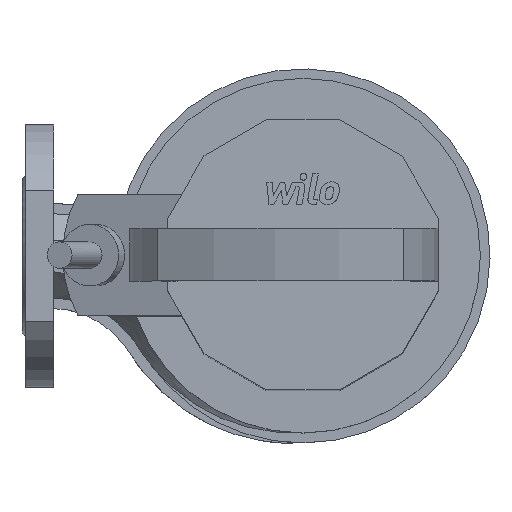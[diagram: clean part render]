
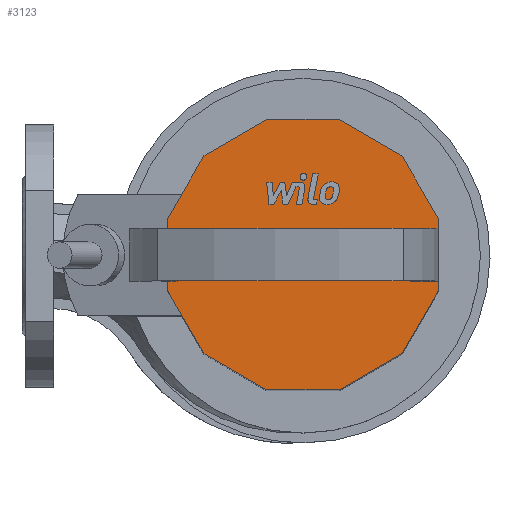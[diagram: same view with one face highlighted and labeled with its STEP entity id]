
A CAD part, top view. The second image highlights one B-rep face of the part: STEP entity #3123.
In plain terms, the highlighted planar face has unit normal (0, 0, 1).
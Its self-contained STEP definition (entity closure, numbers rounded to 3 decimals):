
#218=LINE('',#6312,#485);
#221=LINE('',#6324,#488);
#222=LINE('',#6333,#489);
#223=LINE('',#6341,#490);
#231=LINE('',#6360,#498);
#233=LINE('',#6364,#500);
#240=LINE('',#6383,#507);
#243=LINE('',#6388,#510);
#250=LINE('',#6407,#517);
#255=LINE('',#6416,#522);
#256=LINE('',#6421,#523);
#259=LINE('',#6427,#526);
#262=LINE('',#6433,#529);
#265=LINE('',#6439,#532);
#268=LINE('',#6444,#535);
#269=LINE('',#6446,#536);
#272=LINE('',#6452,#539);
#275=LINE('',#6458,#542);
#278=LINE('',#6464,#545);
#281=LINE('',#6469,#548);
#485=VECTOR('',#3790,3.063);
#488=VECTOR('',#3799,15.);
#489=VECTOR('',#3808,3.063);
#490=VECTOR('',#3815,15.);
#498=VECTOR('',#3837,30.);
#500=VECTOR('',#3843,30.);
#507=VECTOR('',#3858,5.632);
#510=VECTOR('',#3863,5.632);
#517=VECTOR('',#3882,41.264);
#522=VECTOR('',#3889,41.264);
#523=VECTOR('',#3896,41.264);
#526=VECTOR('',#3901,41.264);
#529=VECTOR('',#3906,41.264);
#532=VECTOR('',#3911,41.264);
#535=VECTOR('',#3916,5.632);
#536=VECTOR('',#3917,5.632);
#539=VECTOR('',#3922,41.264);
#542=VECTOR('',#3927,41.264);
#545=VECTOR('',#3932,41.264);
#548=VECTOR('',#3937,41.264);
#855=FACE_OUTER_BOUND('',#1048,.T.);
#1048=EDGE_LOOP('',(#2472,#2473,#2474,#2475,#2476,#2477,#2478,#2479,#2480,
#2481,#2482,#2483,#2484,#2485,#2486,#2487,#2488,#2489,#2490,#2491));
#1360=VERTEX_POINT('',#6310);
#1361=VERTEX_POINT('',#6311);
#1366=VERTEX_POINT('',#6321);
#1367=VERTEX_POINT('',#6323);
#1370=VERTEX_POINT('',#6331);
#1371=VERTEX_POINT('',#6332);
#1374=VERTEX_POINT('',#6338);
#1375=VERTEX_POINT('',#6340);
#1387=VERTEX_POINT('',#6382);
#1388=VERTEX_POINT('',#6386);
#1394=VERTEX_POINT('',#6406);
#1397=VERTEX_POINT('',#6414);
#1398=VERTEX_POINT('',#6420);
#1400=VERTEX_POINT('',#6426);
#1402=VERTEX_POINT('',#6432);
#1404=VERTEX_POINT('',#6438);
#1406=VERTEX_POINT('',#6445);
#1408=VERTEX_POINT('',#6451);
#1410=VERTEX_POINT('',#6457);
#1412=VERTEX_POINT('',#6463);
#1721=EDGE_CURVE('',#1360,#1361,#218,.T.);
#1727=EDGE_CURVE('',#1367,#1366,#221,.T.);
#1731=EDGE_CURVE('',#1370,#1371,#222,.T.);
#1735=EDGE_CURVE('',#1375,#1374,#223,.T.);
#1746=EDGE_CURVE('',#1361,#1370,#231,.T.);
#1748=EDGE_CURVE('',#1374,#1367,#233,.T.);
#1757=EDGE_CURVE('',#1360,#1387,#240,.T.);
#1760=EDGE_CURVE('',#1388,#1371,#243,.T.);
#1768=EDGE_CURVE('',#1387,#1394,#250,.T.);
#1773=EDGE_CURVE('',#1397,#1388,#255,.T.);
#1775=EDGE_CURVE('',#1394,#1398,#256,.T.);
#1778=EDGE_CURVE('',#1398,#1400,#259,.T.);
#1781=EDGE_CURVE('',#1400,#1402,#262,.T.);
#1784=EDGE_CURVE('',#1402,#1404,#265,.T.);
#1787=EDGE_CURVE('',#1404,#1366,#268,.T.);
#1788=EDGE_CURVE('',#1375,#1406,#269,.T.);
#1791=EDGE_CURVE('',#1406,#1408,#272,.T.);
#1794=EDGE_CURVE('',#1408,#1410,#275,.T.);
#1797=EDGE_CURVE('',#1410,#1412,#278,.T.);
#1800=EDGE_CURVE('',#1412,#1397,#281,.T.);
#2472=ORIENTED_EDGE('',*,*,#1727,.T.);
#2473=ORIENTED_EDGE('',*,*,#1787,.F.);
#2474=ORIENTED_EDGE('',*,*,#1784,.F.);
#2475=ORIENTED_EDGE('',*,*,#1781,.F.);
#2476=ORIENTED_EDGE('',*,*,#1778,.F.);
#2477=ORIENTED_EDGE('',*,*,#1775,.F.);
#2478=ORIENTED_EDGE('',*,*,#1768,.F.);
#2479=ORIENTED_EDGE('',*,*,#1757,.F.);
#2480=ORIENTED_EDGE('',*,*,#1721,.T.);
#2481=ORIENTED_EDGE('',*,*,#1746,.T.);
#2482=ORIENTED_EDGE('',*,*,#1731,.T.);
#2483=ORIENTED_EDGE('',*,*,#1760,.F.);
#2484=ORIENTED_EDGE('',*,*,#1773,.F.);
#2485=ORIENTED_EDGE('',*,*,#1800,.F.);
#2486=ORIENTED_EDGE('',*,*,#1797,.F.);
#2487=ORIENTED_EDGE('',*,*,#1794,.F.);
#2488=ORIENTED_EDGE('',*,*,#1791,.F.);
#2489=ORIENTED_EDGE('',*,*,#1788,.F.);
#2490=ORIENTED_EDGE('',*,*,#1735,.T.);
#2491=ORIENTED_EDGE('',*,*,#1748,.T.);
#2983=PLANE('',#3381);
#3123=ADVANCED_FACE('',(#855),#2983,.T.);
#3381=AXIS2_PLACEMENT_3D('',#6471,#3939,#3940);
#3790=DIRECTION('',(1.,0.,0.));
#3799=DIRECTION('',(1.,0.,0.));
#3808=DIRECTION('',(-1.,0.,0.));
#3815=DIRECTION('',(-1.,0.,0.));
#3837=DIRECTION('',(0.,-1.,0.));
#3843=DIRECTION('',(0.,1.,0.));
#3858=DIRECTION('',(0.,1.,0.));
#3863=DIRECTION('',(0.,1.,0.));
#3882=DIRECTION('',(0.5,0.866,0.));
#3889=DIRECTION('',(-0.5,0.866,0.));
#3896=DIRECTION('',(0.866,0.5,0.));
#3901=DIRECTION('',(1.,0.,0.));
#3906=DIRECTION('',(0.866,-0.5,0.));
#3911=DIRECTION('',(0.5,-0.866,0.));
#3916=DIRECTION('',(0.,-1.,0.));
#3917=DIRECTION('',(0.,-1.,0.));
#3922=DIRECTION('',(-0.5,-0.866,0.));
#3927=DIRECTION('',(-0.866,-0.5,0.));
#3932=DIRECTION('',(-1.,0.,0.));
#3937=DIRECTION('',(-0.866,0.5,0.));
#3939=DIRECTION('center_axis',(0.,0.,1.));
#3940=DIRECTION('ref_axis',(1.,0.,0.));
#6310=CARTESIAN_POINT('',(83.,15.,393.));
#6311=CARTESIAN_POINT('',(86.063,15.,393.));
#6312=CARTESIAN_POINT('',(144.594,15.,393.));
#6321=CARTESIAN_POINT('',(237.,15.,393.));
#6323=CARTESIAN_POINT('',(222.,15.,393.));
#6324=CARTESIAN_POINT('',(144.594,15.,393.));
#6331=CARTESIAN_POINT('',(86.063,-15.,393.));
#6332=CARTESIAN_POINT('',(83.,-15.,393.));
#6333=CARTESIAN_POINT('',(144.594,-15.,393.));
#6338=CARTESIAN_POINT('',(222.,-15.,393.));
#6340=CARTESIAN_POINT('',(237.,-15.,393.));
#6341=CARTESIAN_POINT('',(144.594,-15.,393.));
#6360=CARTESIAN_POINT('',(86.063,0.,393.));
#6364=CARTESIAN_POINT('',(222.,0.,393.));
#6382=CARTESIAN_POINT('',(83.,20.632,393.));
#6383=CARTESIAN_POINT('',(83.,-20.632,393.));
#6386=CARTESIAN_POINT('',(83.,-20.632,393.));
#6388=CARTESIAN_POINT('',(83.,-20.632,393.));
#6406=CARTESIAN_POINT('',(103.632,56.368,393.));
#6407=CARTESIAN_POINT('',(83.,20.632,393.));
#6414=CARTESIAN_POINT('',(103.632,-56.368,393.));
#6416=CARTESIAN_POINT('',(103.632,-56.368,393.));
#6420=CARTESIAN_POINT('',(139.368,77.,393.));
#6421=CARTESIAN_POINT('',(103.632,56.368,393.));
#6426=CARTESIAN_POINT('',(180.632,77.,393.));
#6427=CARTESIAN_POINT('',(139.368,77.,393.));
#6432=CARTESIAN_POINT('',(216.368,56.368,393.));
#6433=CARTESIAN_POINT('',(180.632,77.,393.));
#6438=CARTESIAN_POINT('',(237.,20.632,393.));
#6439=CARTESIAN_POINT('',(216.368,56.368,393.));
#6444=CARTESIAN_POINT('',(237.,20.632,393.));
#6445=CARTESIAN_POINT('',(237.,-20.632,393.));
#6446=CARTESIAN_POINT('',(237.,20.632,393.));
#6451=CARTESIAN_POINT('',(216.368,-56.368,393.));
#6452=CARTESIAN_POINT('',(237.,-20.632,393.));
#6457=CARTESIAN_POINT('',(180.632,-77.,393.));
#6458=CARTESIAN_POINT('',(216.368,-56.368,393.));
#6463=CARTESIAN_POINT('',(139.368,-77.,393.));
#6464=CARTESIAN_POINT('',(180.632,-77.,393.));
#6469=CARTESIAN_POINT('',(139.368,-77.,393.));
#6471=CARTESIAN_POINT('Origin',(160.,0.,393.));
